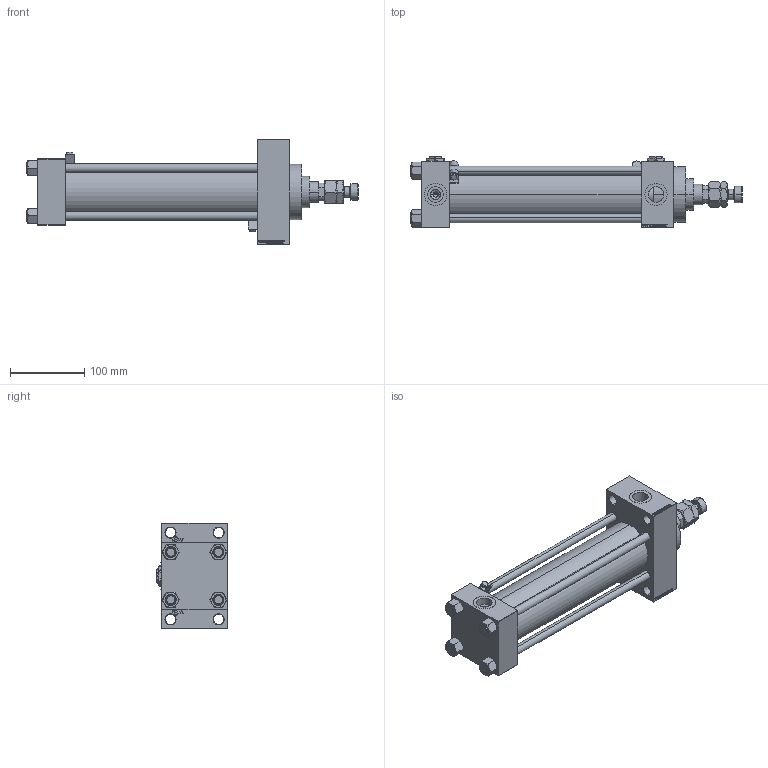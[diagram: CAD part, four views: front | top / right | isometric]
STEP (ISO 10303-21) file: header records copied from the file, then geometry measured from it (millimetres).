
FILE_DESCRIPTION (( 'STEP AP203' ), '1' );
FILE_NAME ('78cc.STEP', '2023-08-23T02:04:06', ( '' ), ( '' ), 'SwSTEP 2.0', 'SolidWorks 2019', '' );
FILE_SCHEMA (( 'CONFIG_CONTROL_DESIGN' ));
Length unit declared in the file: millimetre
Products named in the file (9): V215CR_D_Body c38599f4f0ad6b829a42a2d9ed38ac3c; MSRF_MSRG1 c38599f4f0ad6b829a42a2d9ed38ac3c; Zatka_pro_OIL_PORT c38599f4f0ad6b829a42a2d9ed38ac3c; MFA c38599f4f0ad6b829a42a2d9ed38ac3c; NUT_M5_D c38599f4f0ad6b829a42a2d9ed38ac3c; V215_VC_A c38599f4f0ad6b829a42a2d9ed38ac3c; V215CR_D_TYCINKA c38599f4f0ad6b829a42a2d9ed38ac3c; 78cc; V215CR_VCP_D c38599f4f0ad6b829a42a2d9ed38ac3c
Assembly tree (16 placements, depth 2):
  78cc
    V215CR_D_Body c38599f4f0ad6b829a42a2d9ed38ac3c
    V215CR_VCP_D c38599f4f0ad6b829a42a2d9ed38ac3c
    NUT_M5_D c38599f4f0ad6b829a42a2d9ed38ac3c  x4
    V215CR_D_TYCINKA c38599f4f0ad6b829a42a2d9ed38ac3c  x4
    V215_VC_A c38599f4f0ad6b829a42a2d9ed38ac3c
    MFA c38599f4f0ad6b829a42a2d9ed38ac3c
    MSRF_MSRG1 c38599f4f0ad6b829a42a2d9ed38ac3c  x2
    Zatka_pro_OIL_PORT c38599f4f0ad6b829a42a2d9ed38ac3c  x2
Bounding box: 448 x 97 x 142 mm (x, y, z)
Volume: 1460730.3 mm3; surface area: 345715.7 mm2
Topology: 16 solids, 16 shells, 1320 faces, 3242 edges, 2078 vertices
Faces by surface type: plane 597, bspline 368, cone 212, cylinder 131, torus 12
Entity records: 52024 total; most frequent: CARTESIAN_POINT 26477, ORIENTED_EDGE 5634, DIRECTION 3797, EDGE_CURVE 2817, VERTEX_POINT 1828, LINE 1621, VECTOR 1621, EDGE_LOOP 1269
